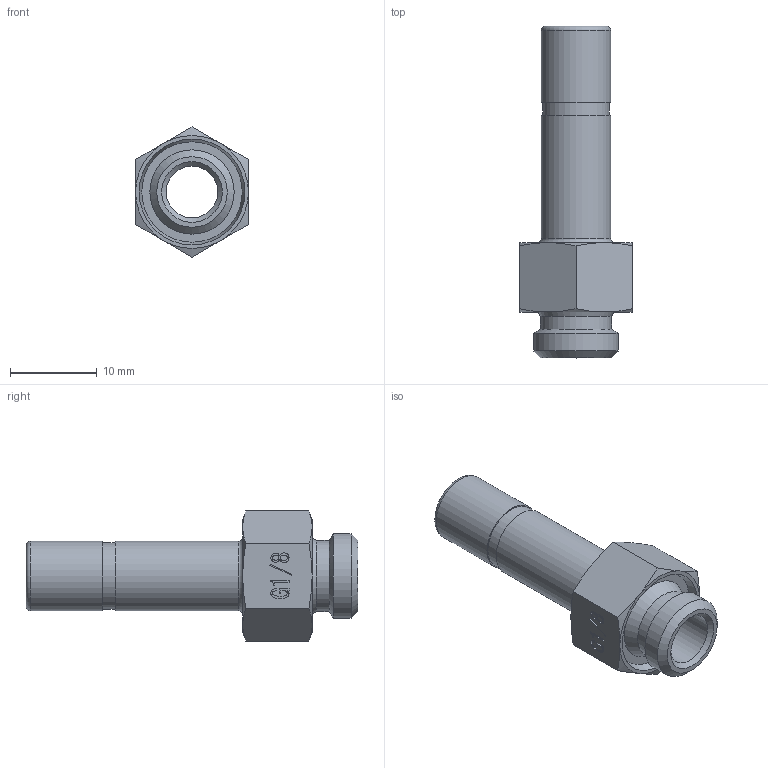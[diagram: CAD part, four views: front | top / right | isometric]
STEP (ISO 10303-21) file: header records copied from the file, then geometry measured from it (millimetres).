
FILE_DESCRIPTION((''),'2;1');
FILE_NAME('F-PCJ BODY 08G01.stp','2020-11-23T08:31:33',('Administrator'),(''),'Autodesk Inventor 2013','Autodesk Inventor 2013','');
FILE_SCHEMA(('CONFIG_CONTROL_DESIGN'));
Length unit declared in the file: millimetre
Products named in the file (1): F-PCJ BODY 08G01
Bounding box: 13 x 38.3 x 15.01 mm (x, y, z)
Volume: 1624.3 mm3; surface area: 2150.7 mm2
Topology: 1 solids, 1 shells, 124 faces, 316 edges, 209 vertices
Faces by surface type: bspline 51, plane 45, cone 17, cylinder 9, torus 2
Full cylindrical faces by diameter (mm): 1.841 x1, 6 x1, 7.7 x1, 8 x2, 8.2 x1, 9.728 x1
Entity records: 3751 total; most frequent: CARTESIAN_POINT 1162, ORIENTED_EDGE 598, DIRECTION 370, EDGE_CURVE 299, VERTEX_POINT 207, EDGE_LOOP 156, VECTOR 136, LINE 136
